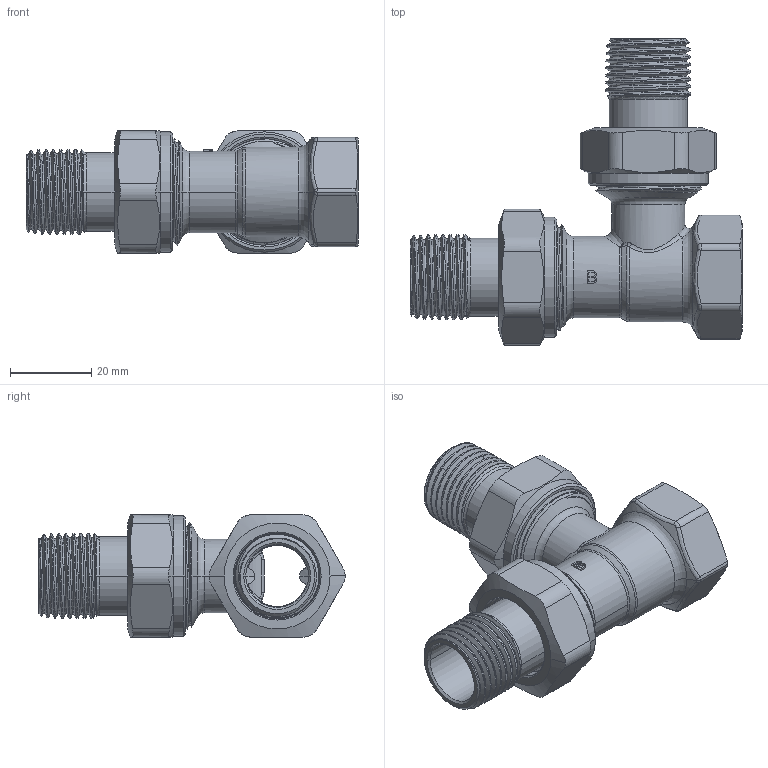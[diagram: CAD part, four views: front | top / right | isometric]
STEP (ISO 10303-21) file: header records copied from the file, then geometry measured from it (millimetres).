
FILE_DESCRIPTION((''),'2;1');
FILE_NAME('4144-02-000-GEWINDE_SW0001','2014-09-17T',('marann'),(''),'PRO/ENGINEER BY PARAMETRIC TECHNOLOGY CORPORATION, 2011490','PRO/ENGINEER BY PARAMETRIC TECHNOLOGY CORPORATION, 2011490','');
FILE_SCHEMA(('CONFIG_CONTROL_DESIGN'));
Length unit declared in the file: millimetre
Products named in the file (1): 4144-02-000-GEWINDE_SW0001
Bounding box: 81.48 x 75.19 x 30 mm (x, y, z)
Volume: 29513 mm3; surface area: 24340.1 mm2
Topology: 1 solids, 1 shells, 430 faces, 1095 edges, 675 vertices
Faces by surface type: cylinder 140, cone 94, plane 77, bspline 73, torus 42, extrusion 2, sphere 2
Entity records: 27051 total; most frequent: CARTESIAN_POINT 17606, ORIENTED_EDGE 2190, DIRECTION 1647, EDGE_CURVE 1095, VERTEX_POINT 675, AXIS2_PLACEMENT_3D 671, B_SPLINE_CURVE_WITH_KNOTS 478, EDGE_LOOP 446
